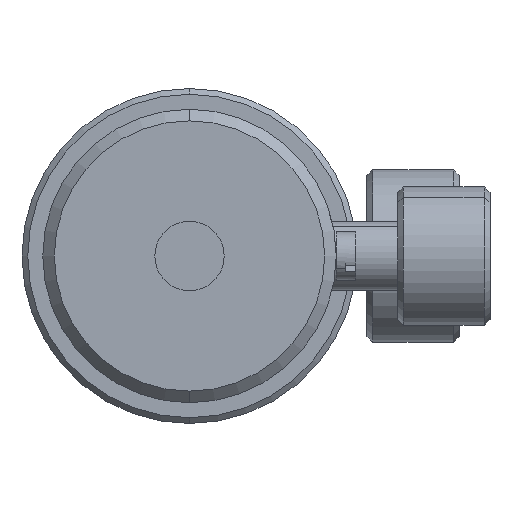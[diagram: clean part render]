
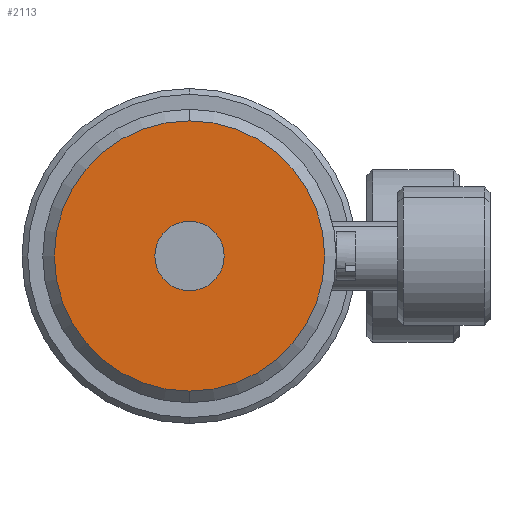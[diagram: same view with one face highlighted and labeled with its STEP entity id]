
A CAD part, front view. The second image highlights one B-rep face of the part: STEP entity #2113.
In plain terms, the highlighted planar face has unit normal (0, -1, 0).
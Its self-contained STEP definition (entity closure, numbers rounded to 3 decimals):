
#69 = ORIENTED_EDGE ( 'NONE', *, *, #1756, .T. ) ;
#91 = VERTEX_POINT ( 'NONE', #731 ) ;
#95 = CARTESIAN_POINT ( 'NONE',  ( -5.985, -38.624, 0. ) ) ;
#155 = AXIS2_PLACEMENT_3D ( 'NONE', #965, #492, #1690 ) ;
#164 = CARTESIAN_POINT ( 'NONE',  ( -5.985, -38.624, 0. ) ) ;
#257 = DIRECTION ( 'NONE',  ( 0., 0., 1. ) ) ;
#321 = DIRECTION ( 'NONE',  ( 0., 0., 1. ) ) ;
#450 = CARTESIAN_POINT ( 'NONE',  ( -5.985, -38.624, 2.5 ) ) ;
#492 = DIRECTION ( 'NONE',  ( 0., 1., 0. ) ) ;
#533 = CIRCLE ( 'NONE', #1566, 2.5 ) ;
#579 = CARTESIAN_POINT ( 'NONE',  ( -5.985, -38.624, -2.5 ) ) ;
#595 = CIRCLE ( 'NONE', #1058, 11.7 ) ;
#731 = CARTESIAN_POINT ( 'NONE',  ( -5.985, -38.624, 11.7 ) ) ;
#739 = CARTESIAN_POINT ( 'NONE',  ( -5.985, -38.624, -11.7 ) ) ;
#773 = VERTEX_POINT ( 'NONE', #579 ) ;
#779 = VERTEX_POINT ( 'NONE', #739 ) ;
#788 = ORIENTED_EDGE ( 'NONE', *, *, #1581, .F. ) ;
#876 = ORIENTED_EDGE ( 'NONE', *, *, #1484, .T. ) ;
#909 = AXIS2_PLACEMENT_3D ( 'NONE', #1567, #1743, #1904 ) ;
#965 = CARTESIAN_POINT ( 'NONE',  ( -5.985, -38.624, 0. ) ) ;
#1058 = AXIS2_PLACEMENT_3D ( 'NONE', #95, #1289, #257 ) ;
#1064 = VERTEX_POINT ( 'NONE', #450 ) ;
#1150 = AXIS2_PLACEMENT_3D ( 'NONE', #164, #1532, #321 ) ;
#1275 = CIRCLE ( 'NONE', #909, 2.5 ) ;
#1289 = DIRECTION ( 'NONE',  ( 0., -1., 0. ) ) ;
#1305 = FACE_OUTER_BOUND ( 'NONE', #1998, .T. ) ;
#1322 = ORIENTED_EDGE ( 'NONE', *, *, #2014, .F. ) ;
#1484 = EDGE_CURVE ( 'NONE', #91, #779, #1850, .T. ) ;
#1532 = DIRECTION ( 'NONE',  ( 0., -1., 0. ) ) ;
#1566 = AXIS2_PLACEMENT_3D ( 'NONE', #2084, #1786, #1945 ) ;
#1567 = CARTESIAN_POINT ( 'NONE',  ( -5.985, -38.624, 0. ) ) ;
#1581 = EDGE_CURVE ( 'NONE', #1064, #773, #1275, .T. ) ;
#1657 = PLANE ( 'NONE',  #155 ) ;
#1690 = DIRECTION ( 'NONE',  ( 0., 0., 1. ) ) ;
#1743 = DIRECTION ( 'NONE',  ( 0., -1., 0. ) ) ;
#1756 = EDGE_CURVE ( 'NONE', #779, #91, #595, .T. ) ;
#1786 = DIRECTION ( 'NONE',  ( 0., -1., 0. ) ) ;
#1850 = CIRCLE ( 'NONE', #1150, 11.7 ) ;
#1904 = DIRECTION ( 'NONE',  ( 0., 0., -1. ) ) ;
#1945 = DIRECTION ( 'NONE',  ( 0., 0., -1. ) ) ;
#1998 = EDGE_LOOP ( 'NONE', ( #876, #69 ) ) ;
#2014 = EDGE_CURVE ( 'NONE', #773, #1064, #533, .T. ) ;
#2018 = EDGE_LOOP ( 'NONE', ( #1322, #788 ) ) ;
#2084 = CARTESIAN_POINT ( 'NONE',  ( -5.985, -38.624, 0. ) ) ;
#2113 = ADVANCED_FACE ( 'NONE', ( #1305, #2192 ), #1657, .F. ) ;
#2192 = FACE_BOUND ( 'NONE', #2018, .T. ) ;
